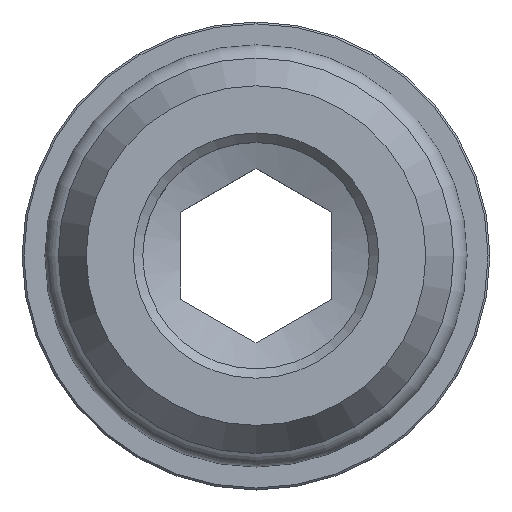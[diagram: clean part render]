
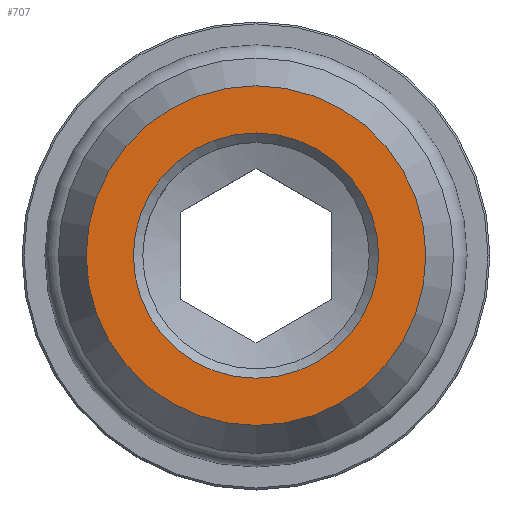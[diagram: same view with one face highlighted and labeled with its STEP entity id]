
A CAD part, top view. The second image highlights one B-rep face of the part: STEP entity #707.
In plain terms, the highlighted planar face has unit normal (0, 0, 1).
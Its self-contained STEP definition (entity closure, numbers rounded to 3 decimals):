
#32=CIRCLE('',#749,6.5);
#34=CIRCLE('',#752,9.);
#105=ORIENTED_EDGE('',*,*,#195,.F.);
#106=ORIENTED_EDGE('',*,*,#193,.T.);
#193=EDGE_CURVE('',#235,#235,#32,.T.);
#195=EDGE_CURVE('',#237,#237,#34,.T.);
#235=VERTEX_POINT('',#1020);
#237=VERTEX_POINT('',#1025);
#297=EDGE_LOOP('',(#105));
#298=EDGE_LOOP('',(#106));
#365=FACE_BOUND('',#297,.T.);
#366=FACE_BOUND('',#298,.T.);
#431=PLANE('',#751);
#707=ADVANCED_FACE('',(#365,#366),#431,.F.);
#749=AXIS2_PLACEMENT_3D('',#1019,#837,#838);
#751=AXIS2_PLACEMENT_3D('',#1023,#841,#842);
#752=AXIS2_PLACEMENT_3D('',#1024,#843,#844);
#837=DIRECTION('',(0.,0.,-1.));
#838=DIRECTION('',(-1.,0.,0.));
#841=DIRECTION('',(0.,0.,-1.));
#842=DIRECTION('',(-1.,0.,0.));
#843=DIRECTION('',(0.,0.,-1.));
#844=DIRECTION('',(-1.,0.,0.));
#1019=CARTESIAN_POINT('',(0.,0.,0.));
#1020=CARTESIAN_POINT('',(-6.5,0.,0.));
#1023=CARTESIAN_POINT('',(0.,6.5,0.));
#1024=CARTESIAN_POINT('',(0.,0.,0.));
#1025=CARTESIAN_POINT('',(-9.,0.,0.));
